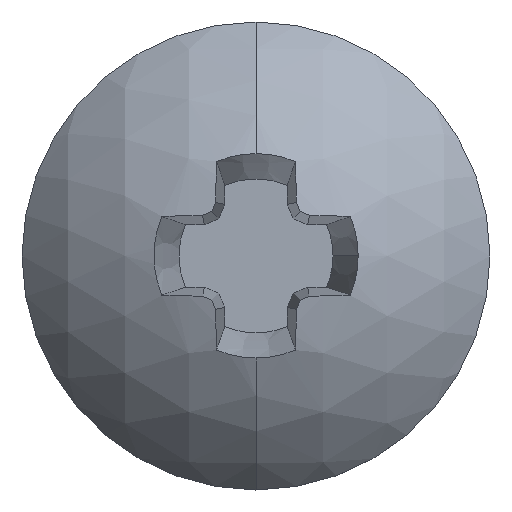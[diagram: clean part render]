
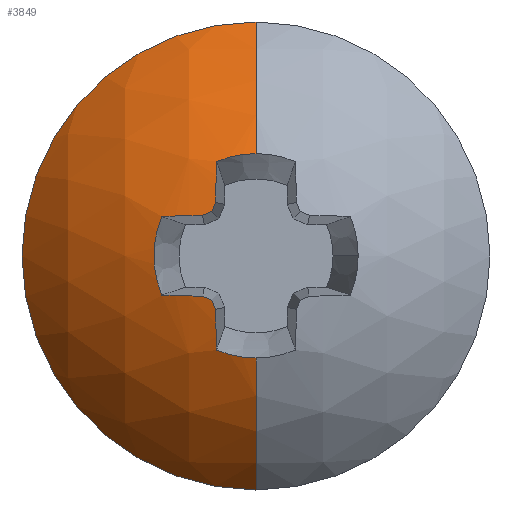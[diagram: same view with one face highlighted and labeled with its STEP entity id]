
A CAD part, top view. The second image highlights one B-rep face of the part: STEP entity #3849.
In plain terms, the highlighted spherical face has radius 2.059 mm.
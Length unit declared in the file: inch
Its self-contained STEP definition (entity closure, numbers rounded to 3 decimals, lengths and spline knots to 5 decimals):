
#13 = CIRCLE ( 'NONE', #3230, 0.08054 ) ;
#17 = CARTESIAN_POINT ( 'NONE',  ( 0., 0., 0.03179 ) ) ;
#21 = CARTESIAN_POINT ( 'NONE',  ( 0., 0., -0.04407 ) ) ;
#71 = CARTESIAN_POINT ( 'NONE',  ( -0.01496, -0.01131, 0.0348 ) ) ;
#113 = DIRECTION ( 'NONE',  ( 0., -0.087, 0.996 ) ) ;
#138 = ORIENTED_EDGE ( 'NONE', *, *, #4077, .T. ) ;
#171 = EDGE_CURVE ( 'NONE', #1378, #1920, #2375, .T. ) ;
#189 = AXIS2_PLACEMENT_3D ( 'NONE', #249, #2452, #2777 ) ;
#191 = CARTESIAN_POINT ( 'NONE',  ( -0.00352, -0.0085, -0.04487 ) ) ;
#200 = DIRECTION ( 'NONE',  ( 0.383, 0.924, 0. ) ) ;
#211 = AXIS2_PLACEMENT_3D ( 'NONE', #374, #1995, #113 ) ;
#249 = CARTESIAN_POINT ( 'NONE',  ( -0.00437, 0., -0.04445 ) ) ;
#288 = ORIENTED_EDGE ( 'NONE', *, *, #624, .T. ) ;
#307 = SPHERICAL_SURFACE ( 'NONE', #1745, 0.08107 ) ;
#337 = DIRECTION ( 'NONE',  ( 0., 0., -1. ) ) ;
#357 = DIRECTION ( 'NONE',  ( -0.996, 0., -0.087 ) ) ;
#374 = CARTESIAN_POINT ( 'NONE',  ( 0., -0.00437, -0.04445 ) ) ;
#394 = VERTEX_POINT ( 'NONE', #71 ) ;
#395 = DIRECTION ( 'NONE',  ( 0., 1., 0. ) ) ;
#429 = AXIS2_PLACEMENT_3D ( 'NONE', #3862, #1368, #395 ) ;
#476 = DIRECTION ( 'NONE',  ( 0., -0.087, -0.996 ) ) ;
#544 = DIRECTION ( 'NONE',  ( -0.92, 0.381, -0.087 ) ) ;
#594 = CIRCLE ( 'NONE', #995, 0.08095 ) ;
#624 = EDGE_CURVE ( 'NONE', #922, #2323, #594, .T. ) ;
#648 = CIRCLE ( 'NONE', #3978, 0.0286 ) ;
#677 = DIRECTION ( 'NONE',  ( 0., 0., -1. ) ) ;
#684 = ORIENTED_EDGE ( 'NONE', *, *, #2663, .T. ) ;
#792 = ORIENTED_EDGE ( 'NONE', *, *, #3046, .T. ) ;
#809 = AXIS2_PLACEMENT_3D ( 'NONE', #2781, #3744, #2791 ) ;
#816 = ORIENTED_EDGE ( 'NONE', *, *, #3756, .F. ) ;
#852 = DIRECTION ( 'NONE',  ( 0., 0., 1. ) ) ;
#864 = CARTESIAN_POINT ( 'NONE',  ( -0.0085, 0.00352, -0.04487 ) ) ;
#922 = VERTEX_POINT ( 'NONE', #2264 ) ;
#951 = DIRECTION ( 'NONE',  ( 0.087, 0., -0.996 ) ) ;
#995 = AXIS2_PLACEMENT_3D ( 'NONE', #2086, #2070, #476 ) ;
#1009 = AXIS2_PLACEMENT_3D ( 'NONE', #2360, #2980, #3916 ) ;
#1053 = CIRCLE ( 'NONE', #2294, 0.08054 ) ;
#1058 = CIRCLE ( 'NONE', #3148, 0.08107 ) ;
#1073 = AXIS2_PLACEMENT_3D ( 'NONE', #1461, #3664, #1174 ) ;
#1109 = CIRCLE ( 'NONE', #211, 0.08095 ) ;
#1117 = DIRECTION ( 'NONE',  ( -0.381, -0.92, -0.087 ) ) ;
#1139 = EDGE_CURVE ( 'NONE', #3384, #2412, #3095, .T. ) ;
#1174 = DIRECTION ( 'NONE',  ( 0.924, 0.383, 0. ) ) ;
#1189 = VERTEX_POINT ( 'NONE', #3456 ) ;
#1223 = CARTESIAN_POINT ( 'NONE',  ( -0.01131, -0.01496, 0.0348 ) ) ;
#1259 = CARTESIAN_POINT ( 'NONE',  ( -0.0085, -0.00352, -0.04487 ) ) ;
#1368 = DIRECTION ( 'NONE',  ( 1., 0., 0. ) ) ;
#1378 = VERTEX_POINT ( 'NONE', #2001 ) ;
#1435 = FACE_OUTER_BOUND ( 'NONE', #3150, .T. ) ;
#1461 = CARTESIAN_POINT ( 'NONE',  ( -0.00352, 0.0085, -0.04487 ) ) ;
#1475 = CARTESIAN_POINT ( 'NONE',  ( 0., -0.0655, 0.0037 ) ) ;
#1515 = ORIENTED_EDGE ( 'NONE', *, *, #1139, .T. ) ;
#1570 = EDGE_CURVE ( 'NONE', #1189, #3384, #3136, .T. ) ;
#1572 = VERTEX_POINT ( 'NONE', #3590 ) ;
#1577 = DIRECTION ( 'NONE',  ( 1., 0., 0. ) ) ;
#1587 = ORIENTED_EDGE ( 'NONE', *, *, #171, .T. ) ;
#1608 = CARTESIAN_POINT ( 'NONE',  ( -0.00437, 0., -0.04445 ) ) ;
#1662 = VERTEX_POINT ( 'NONE', #2392 ) ;
#1676 = EDGE_CURVE ( 'NONE', #2323, #1189, #3534, .T. ) ;
#1708 = EDGE_CURVE ( 'NONE', #1920, #2154, #1779, .T. ) ;
#1745 = AXIS2_PLACEMENT_3D ( 'NONE', #21, #1577, #2223 ) ;
#1779 = CIRCLE ( 'NONE', #189, 0.08095 ) ;
#1833 = AXIS2_PLACEMENT_3D ( 'NONE', #2806, #3437, #3113 ) ;
#1841 = CARTESIAN_POINT ( 'NONE',  ( -0.01104, -0.02638, 0.03179 ) ) ;
#1857 = ORIENTED_EDGE ( 'NONE', *, *, #1570, .T. ) ;
#1896 = CARTESIAN_POINT ( 'NONE',  ( 0., 0., 0.0037 ) ) ;
#1920 = VERTEX_POINT ( 'NONE', #1841 ) ;
#1931 = ORIENTED_EDGE ( 'NONE', *, *, #4023, .T. ) ;
#1995 = DIRECTION ( 'NONE',  ( 0., -0.996, -0.087 ) ) ;
#2001 = CARTESIAN_POINT ( 'NONE',  ( 0., -0.0286, 0.03179 ) ) ;
#2039 = CARTESIAN_POINT ( 'NONE',  ( -0.0655, 0., 0.0037 ) ) ;
#2070 = DIRECTION ( 'NONE',  ( 0., 0.996, -0.087 ) ) ;
#2086 = CARTESIAN_POINT ( 'NONE',  ( 0., 0.00437, -0.04445 ) ) ;
#2103 = DIRECTION ( 'NONE',  ( -1., 0., 0. ) ) ;
#2154 = VERTEX_POINT ( 'NONE', #1223 ) ;
#2219 = DIRECTION ( 'NONE',  ( -1., 0., 0. ) ) ;
#2223 = DIRECTION ( 'NONE',  ( 0., 1., 0. ) ) ;
#2232 = ORIENTED_EDGE ( 'NONE', *, *, #3277, .T. ) ;
#2245 = AXIS2_PLACEMENT_3D ( 'NONE', #1608, #357, #951 ) ;
#2259 = VERTEX_POINT ( 'NONE', #3400 ) ;
#2263 = ORIENTED_EDGE ( 'NONE', *, *, #3807, .F. ) ;
#2264 = CARTESIAN_POINT ( 'NONE',  ( -0.02638, 0.01104, 0.03179 ) ) ;
#2294 = AXIS2_PLACEMENT_3D ( 'NONE', #1259, #3447, #3767 ) ;
#2323 = VERTEX_POINT ( 'NONE', #2833 ) ;
#2348 = CARTESIAN_POINT ( 'NONE',  ( 0., 0., -0.04407 ) ) ;
#2360 = CARTESIAN_POINT ( 'NONE',  ( 0., 0., 0.03179 ) ) ;
#2375 = CIRCLE ( 'NONE', #1833, 0.0286 ) ;
#2392 = CARTESIAN_POINT ( 'NONE',  ( -0.02638, -0.01104, 0.03179 ) ) ;
#2412 = VERTEX_POINT ( 'NONE', #3789 ) ;
#2452 = DIRECTION ( 'NONE',  ( -0.996, 0., -0.087 ) ) ;
#2455 = AXIS2_PLACEMENT_3D ( 'NONE', #864, #544, #200 ) ;
#2620 = ORIENTED_EDGE ( 'NONE', *, *, #2824, .F. ) ;
#2663 = EDGE_CURVE ( 'NONE', #394, #1662, #1109, .T. ) ;
#2682 = CIRCLE ( 'NONE', #429, 0.08107 ) ;
#2756 = CARTESIAN_POINT ( 'NONE',  ( -0.01131, 0.01496, 0.0348 ) ) ;
#2777 = DIRECTION ( 'NONE',  ( 0.087, 0., -0.996 ) ) ;
#2781 = CARTESIAN_POINT ( 'NONE',  ( 0., 0., 0.0037 ) ) ;
#2791 = DIRECTION ( 'NONE',  ( 0., 1., 0. ) ) ;
#2806 = CARTESIAN_POINT ( 'NONE',  ( 0., 0., 0.03179 ) ) ;
#2824 = EDGE_CURVE ( 'NONE', #1378, #3129, #2682, .T. ) ;
#2833 = CARTESIAN_POINT ( 'NONE',  ( -0.01496, 0.01131, 0.0348 ) ) ;
#2934 = CARTESIAN_POINT ( 'NONE',  ( -0.0124, -0.0124, 0.03508 ) ) ;
#2980 = DIRECTION ( 'NONE',  ( 0., 0., -1. ) ) ;
#3022 = EDGE_CURVE ( 'NONE', #2412, #1572, #3354, .T. ) ;
#3038 = DIRECTION ( 'NONE',  ( -0.924, 0.383, 0. ) ) ;
#3046 = EDGE_CURVE ( 'NONE', #1572, #2259, #1058, .T. ) ;
#3095 = CIRCLE ( 'NONE', #2245, 0.08095 ) ;
#3106 = VERTEX_POINT ( 'NONE', #2039 ) ;
#3113 = DIRECTION ( 'NONE',  ( -1., 0., 0. ) ) ;
#3129 = VERTEX_POINT ( 'NONE', #1475 ) ;
#3136 = CIRCLE ( 'NONE', #2455, 0.08054 ) ;
#3142 = DIRECTION ( 'NONE',  ( 0., 1., 0. ) ) ;
#3148 = AXIS2_PLACEMENT_3D ( 'NONE', #2348, #2103, #852 ) ;
#3150 = EDGE_LOOP ( 'NONE', ( #2620, #1587, #3830, #1931, #2232, #684, #138, #288, #3873, #1857, #1515, #3290, #792, #816, #2263 ) ) ;
#3230 = AXIS2_PLACEMENT_3D ( 'NONE', #191, #1117, #3038 ) ;
#3277 = EDGE_CURVE ( 'NONE', #3704, #394, #13, .T. ) ;
#3290 = ORIENTED_EDGE ( 'NONE', *, *, #3022, .T. ) ;
#3342 = AXIS2_PLACEMENT_3D ( 'NONE', #1896, #337, #3142 ) ;
#3354 = CIRCLE ( 'NONE', #1009, 0.0286 ) ;
#3384 = VERTEX_POINT ( 'NONE', #2756 ) ;
#3400 = CARTESIAN_POINT ( 'NONE',  ( 0., 0.0655, 0.0037 ) ) ;
#3437 = DIRECTION ( 'NONE',  ( 0., 0., -1. ) ) ;
#3447 = DIRECTION ( 'NONE',  ( -0.92, -0.381, -0.087 ) ) ;
#3456 = CARTESIAN_POINT ( 'NONE',  ( -0.0124, 0.0124, 0.03508 ) ) ;
#3534 = CIRCLE ( 'NONE', #1073, 0.08054 ) ;
#3590 = CARTESIAN_POINT ( 'NONE',  ( 0., 0.0286, 0.03179 ) ) ;
#3592 = CIRCLE ( 'NONE', #3342, 0.0655 ) ;
#3664 = DIRECTION ( 'NONE',  ( -0.381, 0.92, -0.087 ) ) ;
#3704 = VERTEX_POINT ( 'NONE', #2934 ) ;
#3744 = DIRECTION ( 'NONE',  ( 0., 0., -1. ) ) ;
#3756 = EDGE_CURVE ( 'NONE', #3106, #2259, #3842, .T. ) ;
#3767 = DIRECTION ( 'NONE',  ( -0.383, 0.924, 0. ) ) ;
#3789 = CARTESIAN_POINT ( 'NONE',  ( -0.01104, 0.02638, 0.03179 ) ) ;
#3807 = EDGE_CURVE ( 'NONE', #3129, #3106, #3592, .T. ) ;
#3830 = ORIENTED_EDGE ( 'NONE', *, *, #1708, .T. ) ;
#3842 = CIRCLE ( 'NONE', #809, 0.0655 ) ;
#3849 = ADVANCED_FACE ( 'NONE', ( #1435 ), #307, .T. ) ;
#3862 = CARTESIAN_POINT ( 'NONE',  ( 0., 0., -0.04407 ) ) ;
#3873 = ORIENTED_EDGE ( 'NONE', *, *, #1676, .T. ) ;
#3916 = DIRECTION ( 'NONE',  ( -1., 0., 0. ) ) ;
#3978 = AXIS2_PLACEMENT_3D ( 'NONE', #17, #677, #2219 ) ;
#4023 = EDGE_CURVE ( 'NONE', #2154, #3704, #1053, .T. ) ;
#4077 = EDGE_CURVE ( 'NONE', #1662, #922, #648, .T. ) ;
